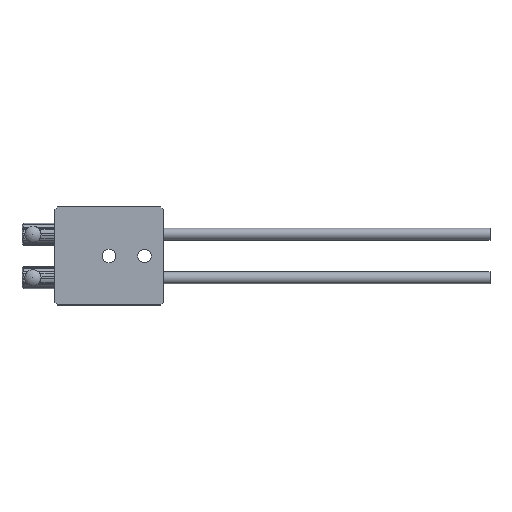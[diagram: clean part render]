
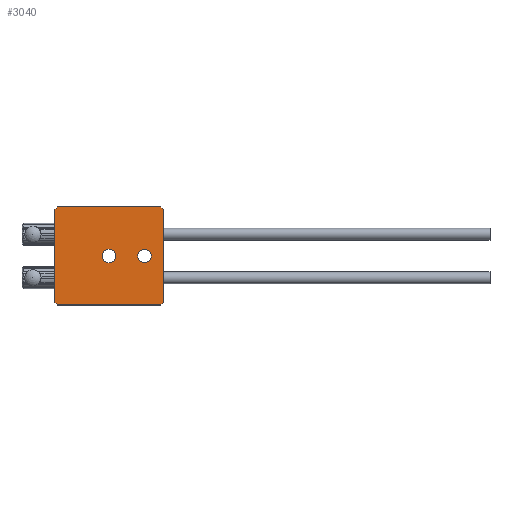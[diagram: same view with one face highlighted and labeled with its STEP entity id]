
A CAD part, top view. The second image highlights one B-rep face of the part: STEP entity #3040.
In plain terms, the highlighted planar face has unit normal (0, 0, 1).
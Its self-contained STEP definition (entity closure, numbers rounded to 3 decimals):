
#215=FACE_BOUND('',#645,.T.);
#216=FACE_BOUND('',#646,.T.);
#307=CIRCLE('',#3335,1.23);
#308=CIRCLE('',#3336,1.23);
#309=CIRCLE('',#3338,1.23);
#310=CIRCLE('',#3339,1.23);
#474=FACE_OUTER_BOUND('',#644,.T.);
#644=EDGE_LOOP('',(#2761,#2762,#2763,#2764,#2765,#2766,#2767,#2768));
#645=EDGE_LOOP('',(#2769,#2770));
#646=EDGE_LOOP('',(#2771,#2772));
#649=LINE('',#4147,#879);
#653=LINE('',#4154,#883);
#732=LINE('',#4366,#962);
#735=LINE('',#4371,#965);
#737=LINE('',#4379,#967);
#740=LINE('',#4384,#970);
#875=LINE('',#5340,#1105);
#876=LINE('',#5342,#1106);
#879=VECTOR('',#3349,10.);
#883=VECTOR('',#3355,10.);
#962=VECTOR('',#3490,10.);
#965=VECTOR('',#3495,10.);
#967=VECTOR('',#3503,10.);
#970=VECTOR('',#3508,10.);
#1105=VECTOR('',#4133,10.);
#1106=VECTOR('',#4136,10.);
#1109=VERTEX_POINT('',#4144);
#1110=VERTEX_POINT('',#4146);
#1112=VERTEX_POINT('',#4152);
#1216=VERTEX_POINT('',#4364);
#1217=VERTEX_POINT('',#4365);
#1218=VERTEX_POINT('',#4370);
#1221=VERTEX_POINT('',#4378);
#1222=VERTEX_POINT('',#4382);
#1401=VERTEX_POINT('',#5328);
#1402=VERTEX_POINT('',#5329);
#1403=VERTEX_POINT('',#5334);
#1404=VERTEX_POINT('',#5335);
#1407=EDGE_CURVE('',#1109,#1110,#649,.T.);
#1411=EDGE_CURVE('',#1109,#1112,#653,.T.);
#1516=EDGE_CURVE('',#1216,#1217,#732,.T.);
#1519=EDGE_CURVE('',#1218,#1217,#735,.T.);
#1523=EDGE_CURVE('',#1218,#1221,#737,.T.);
#1526=EDGE_CURVE('',#1222,#1112,#740,.T.);
#1853=EDGE_CURVE('',#1401,#1402,#307,.T.);
#1854=EDGE_CURVE('',#1402,#1401,#308,.T.);
#1856=EDGE_CURVE('',#1403,#1404,#309,.T.);
#1857=EDGE_CURVE('',#1404,#1403,#310,.T.);
#1859=EDGE_CURVE('',#1222,#1221,#875,.T.);
#1860=EDGE_CURVE('',#1216,#1110,#876,.T.);
#2761=ORIENTED_EDGE('',*,*,#1407,.F.);
#2762=ORIENTED_EDGE('',*,*,#1411,.T.);
#2763=ORIENTED_EDGE('',*,*,#1526,.F.);
#2764=ORIENTED_EDGE('',*,*,#1859,.T.);
#2765=ORIENTED_EDGE('',*,*,#1523,.F.);
#2766=ORIENTED_EDGE('',*,*,#1519,.T.);
#2767=ORIENTED_EDGE('',*,*,#1516,.F.);
#2768=ORIENTED_EDGE('',*,*,#1860,.T.);
#2769=ORIENTED_EDGE('',*,*,#1853,.T.);
#2770=ORIENTED_EDGE('',*,*,#1854,.T.);
#2771=ORIENTED_EDGE('',*,*,#1856,.T.);
#2772=ORIENTED_EDGE('',*,*,#1857,.T.);
#2876=PLANE('',#3342);
#3040=ADVANCED_FACE('',(#474,#215,#216),#2876,.T.);
#3335=AXIS2_PLACEMENT_3D('',#5330,#4119,#4120);
#3336=AXIS2_PLACEMENT_3D('',#5331,#4121,#4122);
#3338=AXIS2_PLACEMENT_3D('',#5336,#4126,#4127);
#3339=AXIS2_PLACEMENT_3D('',#5337,#4128,#4129);
#3342=AXIS2_PLACEMENT_3D('',#5343,#4137,#4138);
#3349=DIRECTION('',(0.707,0.707,0.));
#3355=DIRECTION('',(0.,-1.,0.));
#3490=DIRECTION('',(0.707,-0.707,0.));
#3495=DIRECTION('',(0.,1.,0.));
#3503=DIRECTION('',(-0.707,-0.707,0.));
#3508=DIRECTION('',(-0.707,0.707,0.));
#4119=DIRECTION('center_axis',(0.,0.,-1.));
#4120=DIRECTION('ref_axis',(1.,0.,0.));
#4121=DIRECTION('center_axis',(0.,0.,-1.));
#4122=DIRECTION('ref_axis',(1.,0.,0.));
#4126=DIRECTION('center_axis',(0.,0.,-1.));
#4127=DIRECTION('ref_axis',(1.,0.,0.));
#4128=DIRECTION('center_axis',(0.,0.,-1.));
#4129=DIRECTION('ref_axis',(1.,0.,0.));
#4133=DIRECTION('',(1.,0.,0.));
#4136=DIRECTION('',(-1.,0.,0.));
#4137=DIRECTION('center_axis',(0.,0.,1.));
#4138=DIRECTION('ref_axis',(1.,0.,0.));
#4144=CARTESIAN_POINT('',(-10.,8.5,2.5));
#4146=CARTESIAN_POINT('',(-9.5,9.,2.5));
#4147=CARTESIAN_POINT('',(-9.5,9.,2.5));
#4152=CARTESIAN_POINT('',(-10.,-8.5,2.5));
#4154=CARTESIAN_POINT('',(-10.,-9.,2.5));
#4364=CARTESIAN_POINT('',(9.5,9.,2.5));
#4365=CARTESIAN_POINT('',(10.,8.5,2.5));
#4366=CARTESIAN_POINT('',(9.5,9.,2.5));
#4370=CARTESIAN_POINT('',(10.,-8.5,2.5));
#4371=CARTESIAN_POINT('',(10.,9.,2.5));
#4378=CARTESIAN_POINT('',(9.5,-9.,2.5));
#4379=CARTESIAN_POINT('',(9.5,-9.,2.5));
#4382=CARTESIAN_POINT('',(-9.5,-9.,2.5));
#4384=CARTESIAN_POINT('',(-9.5,-9.,2.5));
#5328=CARTESIAN_POINT('',(1.23,0.,2.5));
#5329=CARTESIAN_POINT('',(-1.23,0.,2.5));
#5330=CARTESIAN_POINT('Origin',(0.,0.,2.5));
#5331=CARTESIAN_POINT('Origin',(0.,0.,2.5));
#5334=CARTESIAN_POINT('',(7.73,0.,2.5));
#5335=CARTESIAN_POINT('',(5.271,0.,2.5));
#5336=CARTESIAN_POINT('Origin',(6.5,0.,2.5));
#5337=CARTESIAN_POINT('Origin',(6.5,0.,2.5));
#5340=CARTESIAN_POINT('',(10.,-9.,2.5));
#5342=CARTESIAN_POINT('',(-10.,9.,2.5));
#5343=CARTESIAN_POINT('Origin',(0.,0.,2.5));
